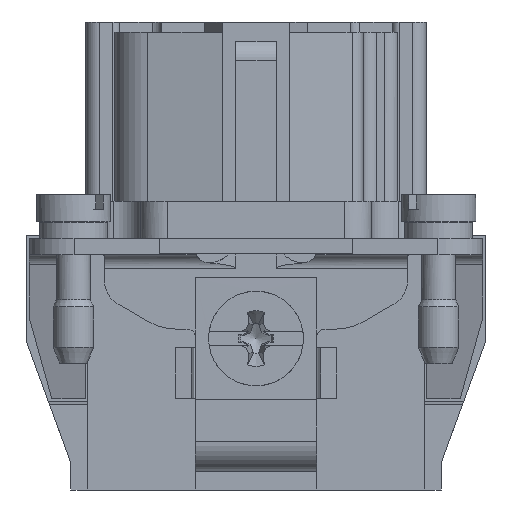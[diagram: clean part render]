
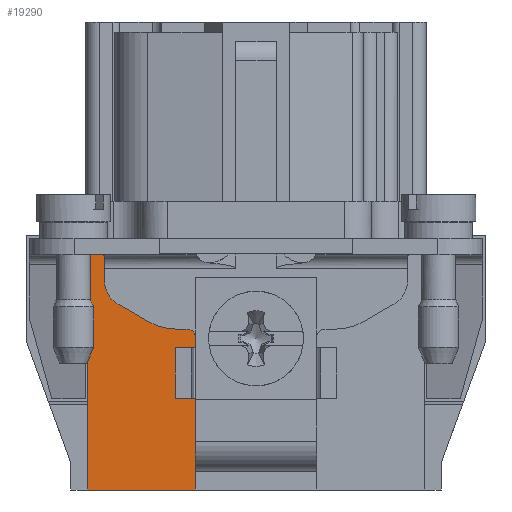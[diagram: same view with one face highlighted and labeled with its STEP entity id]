
A CAD part, left-side view. The second image highlights one B-rep face of the part: STEP entity #19290.
In plain terms, the highlighted planar face has unit normal (-1, 0, 0).
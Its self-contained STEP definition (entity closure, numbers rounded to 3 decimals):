
#17038=FACE_OUTER_BOUND('',#24251,.T.);
#19290=ADVANCED_FACE('',(#17038),#21775,.T.);
#21775=PLANE('',#67379);
#24251=EDGE_LOOP('',(#29072,#29073,#29074,#29075,#29076,#29077));
#29072=ORIENTED_EDGE('',*,*,#47429,.F.);
#29073=ORIENTED_EDGE('',*,*,#45935,.F.);
#29074=ORIENTED_EDGE('',*,*,#47193,.T.);
#29075=ORIENTED_EDGE('',*,*,#46834,.T.);
#29076=ORIENTED_EDGE('',*,*,#47430,.T.);
#29077=ORIENTED_EDGE('',*,*,#47426,.F.);
#41208=VERTEX_POINT('',#82240);
#41211=VERTEX_POINT('',#82246);
#41970=VERTEX_POINT('',#85408);
#41971=VERTEX_POINT('',#85410);
#42486=VERTEX_POINT('',#86575);
#42488=VERTEX_POINT('',#86578);
#45935=EDGE_CURVE('',#41211,#41208,#56112,.T.);
#46834=EDGE_CURVE('',#41971,#41970,#56535,.T.);
#47193=EDGE_CURVE('',#41211,#41971,#56844,.T.);
#47426=EDGE_CURVE('',#42486,#42488,#57073,.T.);
#47429=EDGE_CURVE('',#41208,#42486,#57076,.T.);
#47430=EDGE_CURVE('',#41970,#42488,#57077,.T.);
#56112=LINE('',#82247,#60039);
#56535=LINE('',#85409,#60462);
#56844=LINE('',#86117,#60771);
#57073=LINE('',#86577,#61000);
#57076=LINE('',#86583,#61003);
#57077=LINE('',#86584,#61004);
#60039=VECTOR('',#70456,1.);
#60462=VECTOR('',#71737,1.);
#60771=VECTOR('',#72210,1.);
#61000=VECTOR('',#72501,1.);
#61003=VECTOR('',#72506,1.);
#61004=VECTOR('',#72507,1.);
#67379=AXIS2_PLACEMENT_3D('',#86585,#72508,#72509);
#70456=DIRECTION('',(0.,-1.,0.));
#71737=DIRECTION('',(0.,-1.,0.));
#72210=DIRECTION('',(0.,0.,-1.));
#72501=DIRECTION('',(0.,1.,0.));
#72506=DIRECTION('',(0.,0.,-1.));
#72507=DIRECTION('',(0.,0.,1.));
#72508=DIRECTION('',(-1.,0.,0.));
#72509=DIRECTION('',(0.,0.,-1.));
#82240=CARTESIAN_POINT('',(-31.625,4.5,1.2));
#82246=CARTESIAN_POINT('',(-31.625,12.45,1.2));
#82247=CARTESIAN_POINT('',(-31.625,0.,1.2));
#85408=CARTESIAN_POINT('',(-31.625,4.502,-17.4));
#85409=CARTESIAN_POINT('',(-31.625,-12.45,-17.4));
#85410=CARTESIAN_POINT('',(-31.625,12.45,-17.4));
#86117=CARTESIAN_POINT('',(-31.625,12.45,-17.4));
#86575=CARTESIAN_POINT('',(-31.625,4.5,-14.8));
#86577=CARTESIAN_POINT('',(-31.625,-12.45,-14.8));
#86578=CARTESIAN_POINT('',(-31.625,4.502,-14.8));
#86583=CARTESIAN_POINT('',(-31.625,4.5,1.7));
#86584=CARTESIAN_POINT('',(-31.625,4.502,-2.));
#86585=CARTESIAN_POINT('',(-31.625,-12.45,-17.4));
